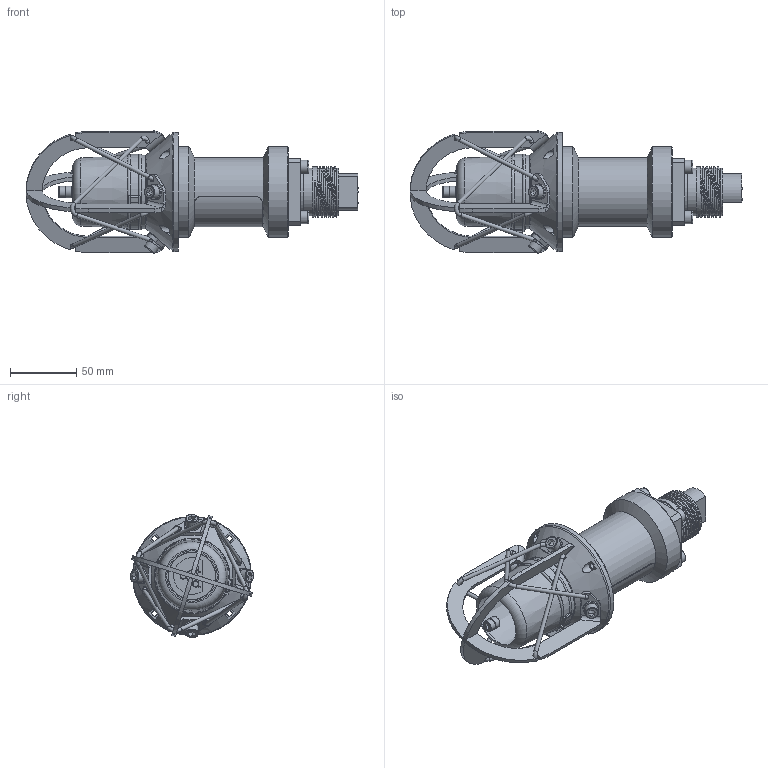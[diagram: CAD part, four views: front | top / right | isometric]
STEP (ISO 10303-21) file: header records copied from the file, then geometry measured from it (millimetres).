
FILE_DESCRIPTION(/* description */ (''),/* implementation_level */ '2;1');
FILE_NAME(/* name */ '8310-003-02 - MF Omni Remote TDR outline.stp',/* time_stamp */ '2019-05-20T09:31:38+01:00',/* author */ ('jmb'),/* organization */ (''),/* preprocessor_version */ 'ST-DEVELOPER v17.2',/* originating_system */ 'Autodesk Inventor 2019',/* authorisation */ '');
FILE_SCHEMA (('AUTOMOTIVE_DESIGN { 1 0 10303 214 3 1 1 }'));
Length unit declared in the file: millimetre
Products named in the file (1): 8310-003-02 - MF Omni Remote TDR outline
Bounding box: 251 x 93.31 x 93.31 mm (x, y, z)
Volume: 547943.4 mm3; surface area: 77491.5 mm2
Topology: 1 solids, 1 shells, 437 faces, 1262 edges, 842 vertices
Faces by surface type: plane 226, cylinder 118, bspline 48, torus 25, cone 20
Full cylindrical faces by diameter (mm): 3 x16, 3.5 x4, 4.134 x4, 6 x4, 6.4 x4, 8 x4, 8.382 x1, 8.89 x1, 10 x8, 12 x4, 35.712 x1, 36.093 x1, 38.1 x7, 52 x1, 68.5 x2, 90 x1
Entity records: 28674 total; most frequent: CARTESIAN_POINT 16894, ORIENTED_EDGE 2508, DIRECTION 2152, EDGE_CURVE 1254, VERTEX_POINT 842, AXIS2_PLACEMENT_3D 771, LINE 610, VECTOR 610
